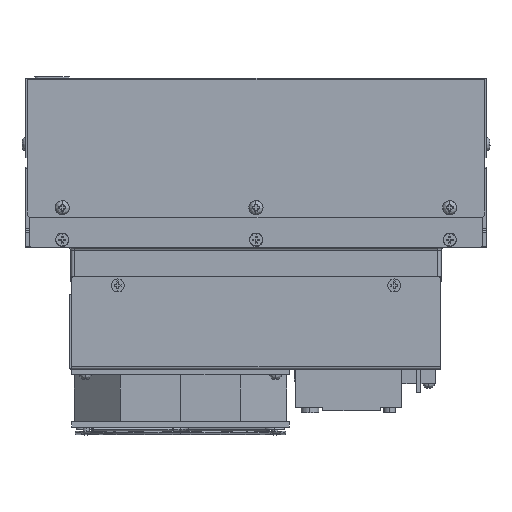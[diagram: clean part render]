
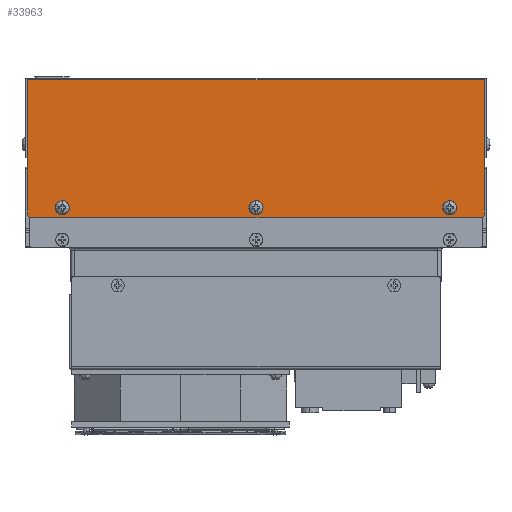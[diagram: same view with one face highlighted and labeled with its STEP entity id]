
A CAD part, left-side view. The second image highlights one B-rep face of the part: STEP entity #33963.
In plain terms, the highlighted planar face has unit normal (-1, 0, 0).
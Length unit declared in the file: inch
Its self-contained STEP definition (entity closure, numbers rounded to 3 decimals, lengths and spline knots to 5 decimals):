
#65 = EDGE_CURVE ( 'NONE', #84561, #8633, #76111, .T. ) ;
#127 = VECTOR ( 'NONE', #59921, 39.37008 ) ;
#2096 = ORIENTED_EDGE ( 'NONE', *, *, #70497, .F. ) ;
#2366 = CARTESIAN_POINT ( 'NONE',  ( -1.86039, -13.5144, 5.64973 ) ) ;
#3649 = LINE ( 'NONE', #46142, #26965 ) ;
#4932 = EDGE_CURVE ( 'NONE', #49456, #11021, #60320, .T. ) ;
#5259 = CARTESIAN_POINT ( 'NONE',  ( -1.86039, -13.5144, 5.69973 ) ) ;
#7699 = DIRECTION ( 'NONE',  ( 0., 0.707, -0.707 ) ) ;
#8633 = VERTEX_POINT ( 'NONE', #39313 ) ;
#9965 = ORIENTED_EDGE ( 'NONE', *, *, #56205, .F. ) ;
#10154 = EDGE_CURVE ( 'NONE', #49456, #35821, #80576, .T. ) ;
#10750 = ORIENTED_EDGE ( 'NONE', *, *, #10154, .T. ) ;
#11021 = VERTEX_POINT ( 'NONE', #81294 ) ;
#12870 = CARTESIAN_POINT ( 'NONE',  ( -1.86039, -8.5544, 5.64973 ) ) ;
#13132 = DIRECTION ( 'NONE',  ( -1., 0., 0. ) ) ;
#14021 = AXIS2_PLACEMENT_3D ( 'NONE', #60196, #13132, #68126 ) ;
#14420 = DIRECTION ( 'NONE',  ( -1., 0., 0. ) ) ;
#14480 = VERTEX_POINT ( 'NONE', #97104 ) ;
#14627 = CARTESIAN_POINT ( 'NONE',  ( -1.86039, -8.55433, 5.85833 ) ) ;
#15784 = CARTESIAN_POINT ( 'NONE',  ( -1.86039, -3.5944, 7.18403 ) ) ;
#16156 = VERTEX_POINT ( 'NONE', #64038 ) ;
#18536 = VECTOR ( 'NONE', #7699, 39.37008 ) ;
#19317 = VERTEX_POINT ( 'NONE', #22140 ) ;
#21001 = LINE ( 'NONE', #12870, #127 ) ;
#22140 = CARTESIAN_POINT ( 'NONE',  ( -1.86039, -4.42233, 5.85833 ) ) ;
#22494 = DIRECTION ( 'NONE',  ( 0., 1., 0. ) ) ;
#23183 = CIRCLE ( 'NONE', #14021, 0.078 ) ;
#23759 = AXIS2_PLACEMENT_3D ( 'NONE', #72580, #25418, #80517 ) ;
#24996 = ORIENTED_EDGE ( 'NONE', *, *, #94063, .F. ) ;
#25418 = DIRECTION ( 'NONE',  ( -1., 0., 0. ) ) ;
#25554 = DIRECTION ( 'NONE',  ( -1., 0., 0. ) ) ;
#26965 = VECTOR ( 'NONE', #93320, 39.37008 ) ;
#27771 = ORIENTED_EDGE ( 'NONE', *, *, #81543, .T. ) ;
#28303 = ORIENTED_EDGE ( 'NONE', *, *, #33102, .F. ) ;
#31702 = FACE_BOUND ( 'NONE', #63969, .T. ) ;
#31721 = ORIENTED_EDGE ( 'NONE', *, *, #4932, .F. ) ;
#33092 = DIRECTION ( 'NONE',  ( 0., 0., 1. ) ) ;
#33102 = EDGE_CURVE ( 'NONE', #53684, #47579, #3649, .T. ) ;
#33963 = ADVANCED_FACE ( 'NONE', ( #94552, #97034, #31702, #34162 ), #96610, .T. ) ;
#34162 = FACE_OUTER_BOUND ( 'NONE', #38189, .T. ) ;
#35158 = EDGE_CURVE ( 'NONE', #14480, #16156, #63486, .T. ) ;
#35821 = VERTEX_POINT ( 'NONE', #55521 ) ;
#38189 = EDGE_LOOP ( 'NONE', ( #28303, #77125, #31721, #10750, #27771, #93808 ) ) ;
#39277 = CIRCLE ( 'NONE', #23759, 0.078 ) ;
#39313 = CARTESIAN_POINT ( 'NONE',  ( -1.86039, -12.68633, 5.85833 ) ) ;
#41542 = VECTOR ( 'NONE', #86648, 39.37008 ) ;
#42110 = CIRCLE ( 'NONE', #49589, 0.078 ) ;
#42620 = LINE ( 'NONE', #52820, #68477 ) ;
#46142 = CARTESIAN_POINT ( 'NONE',  ( -1.86039, -3.6194, 5.67473 ) ) ;
#46204 = DIRECTION ( 'NONE',  ( -1., 0., 0. ) ) ;
#46482 = ORIENTED_EDGE ( 'NONE', *, *, #35158, .F. ) ;
#46506 = EDGE_CURVE ( 'NONE', #87937, #47579, #62436, .T. ) ;
#47579 = VERTEX_POINT ( 'NONE', #66398 ) ;
#49456 = VERTEX_POINT ( 'NONE', #5259 ) ;
#49589 = AXIS2_PLACEMENT_3D ( 'NONE', #72722, #25554, #80657 ) ;
#52820 = CARTESIAN_POINT ( 'NONE',  ( -1.86039, -8.5544, 8.63833 ) ) ;
#53684 = VERTEX_POINT ( 'NONE', #63503 ) ;
#54764 = CARTESIAN_POINT ( 'NONE',  ( -1.86039, -13.4894, 5.67473 ) ) ;
#55521 = CARTESIAN_POINT ( 'NONE',  ( -1.86039, -13.5144, 8.63833 ) ) ;
#56205 = EDGE_CURVE ( 'NONE', #16156, #14480, #99616, .T. ) ;
#59505 = VERTEX_POINT ( 'NONE', #73178 ) ;
#59921 = DIRECTION ( 'NONE',  ( 0., 1., 0. ) ) ;
#60196 = CARTESIAN_POINT ( 'NONE',  ( -1.86039, -4.34433, 5.85833 ) ) ;
#60320 = LINE ( 'NONE', #54764, #18536 ) ;
#60756 = DIRECTION ( 'NONE',  ( 0., 1., 0. ) ) ;
#61151 = ORIENTED_EDGE ( 'NONE', *, *, #80398, .F. ) ;
#61487 = CARTESIAN_POINT ( 'NONE',  ( -1.86039, -8.55433, 5.85833 ) ) ;
#62436 = LINE ( 'NONE', #15784, #41542 ) ;
#63486 = CIRCLE ( 'NONE', #76800, 0.078 ) ;
#63503 = CARTESIAN_POINT ( 'NONE',  ( -1.86039, -3.6444, 5.64973 ) ) ;
#63969 = EDGE_LOOP ( 'NONE', ( #61151, #24996 ) ) ;
#64038 = CARTESIAN_POINT ( 'NONE',  ( -1.86039, -8.63233, 5.85833 ) ) ;
#65243 = DIRECTION ( 'NONE',  ( 0., 0., 1. ) ) ;
#66009 = AXIS2_PLACEMENT_3D ( 'NONE', #93391, #46204, #101302 ) ;
#66398 = CARTESIAN_POINT ( 'NONE',  ( -1.86039, -3.5944, 5.69973 ) ) ;
#67483 = EDGE_LOOP ( 'NONE', ( #2096, #82750 ) ) ;
#68126 = DIRECTION ( 'NONE',  ( 0., 1., 0. ) ) ;
#68477 = VECTOR ( 'NONE', #60756, 39.37008 ) ;
#69418 = DIRECTION ( 'NONE',  ( 0., 1., 0. ) ) ;
#69616 = DIRECTION ( 'NONE',  ( -1., 0., 0. ) ) ;
#70497 = EDGE_CURVE ( 'NONE', #8633, #84561, #39277, .T. ) ;
#71203 = EDGE_LOOP ( 'NONE', ( #46482, #9965 ) ) ;
#72580 = CARTESIAN_POINT ( 'NONE',  ( -1.86039, -12.76433, 5.85833 ) ) ;
#72722 = CARTESIAN_POINT ( 'NONE',  ( -1.86039, -4.34433, 5.85833 ) ) ;
#72841 = DIRECTION ( 'NONE',  ( -1., 0., 0. ) ) ;
#73095 = CARTESIAN_POINT ( 'NONE',  ( -1.86039, -12.84233, 5.85833 ) ) ;
#73178 = CARTESIAN_POINT ( 'NONE',  ( -1.86039, -4.26633, 5.85833 ) ) ;
#73596 = EDGE_CURVE ( 'NONE', #11021, #53684, #21001, .T. ) ;
#75200 = CARTESIAN_POINT ( 'NONE',  ( -1.86039, -3.5944, 8.63833 ) ) ;
#76111 = CIRCLE ( 'NONE', #66009, 0.078 ) ;
#76800 = AXIS2_PLACEMENT_3D ( 'NONE', #61487, #14420, #69418 ) ;
#77125 = ORIENTED_EDGE ( 'NONE', *, *, #73596, .F. ) ;
#80398 = EDGE_CURVE ( 'NONE', #59505, #19317, #23183, .T. ) ;
#80517 = DIRECTION ( 'NONE',  ( 0., 1., 0. ) ) ;
#80576 = LINE ( 'NONE', #96124, #99035 ) ;
#80657 = DIRECTION ( 'NONE',  ( 0., 1., 0. ) ) ;
#81294 = CARTESIAN_POINT ( 'NONE',  ( -1.86039, -13.4644, 5.64973 ) ) ;
#81543 = EDGE_CURVE ( 'NONE', #35821, #87937, #42620, .T. ) ;
#82750 = ORIENTED_EDGE ( 'NONE', *, *, #65, .F. ) ;
#84561 = VERTEX_POINT ( 'NONE', #73095 ) ;
#86648 = DIRECTION ( 'NONE',  ( 0., 0., -1. ) ) ;
#87937 = VERTEX_POINT ( 'NONE', #75200 ) ;
#91845 = AXIS2_PLACEMENT_3D ( 'NONE', #2366, #72841, #65243 ) ;
#93320 = DIRECTION ( 'NONE',  ( 0., 0.707, 0.707 ) ) ;
#93391 = CARTESIAN_POINT ( 'NONE',  ( -1.86039, -12.76433, 5.85833 ) ) ;
#93808 = ORIENTED_EDGE ( 'NONE', *, *, #46506, .T. ) ;
#94063 = EDGE_CURVE ( 'NONE', #19317, #59505, #42110, .T. ) ;
#94552 = FACE_BOUND ( 'NONE', #67483, .T. ) ;
#96124 = CARTESIAN_POINT ( 'NONE',  ( -1.86039, -13.5144, 7.18403 ) ) ;
#96610 = PLANE ( 'NONE',  #91845 ) ;
#97034 = FACE_BOUND ( 'NONE', #71203, .T. ) ;
#97104 = CARTESIAN_POINT ( 'NONE',  ( -1.86039, -8.47633, 5.85833 ) ) ;
#98786 = AXIS2_PLACEMENT_3D ( 'NONE', #14627, #69616, #22494 ) ;
#99035 = VECTOR ( 'NONE', #33092, 39.37008 ) ;
#99616 = CIRCLE ( 'NONE', #98786, 0.078 ) ;
#101302 = DIRECTION ( 'NONE',  ( 0., 1., 0. ) ) ;
